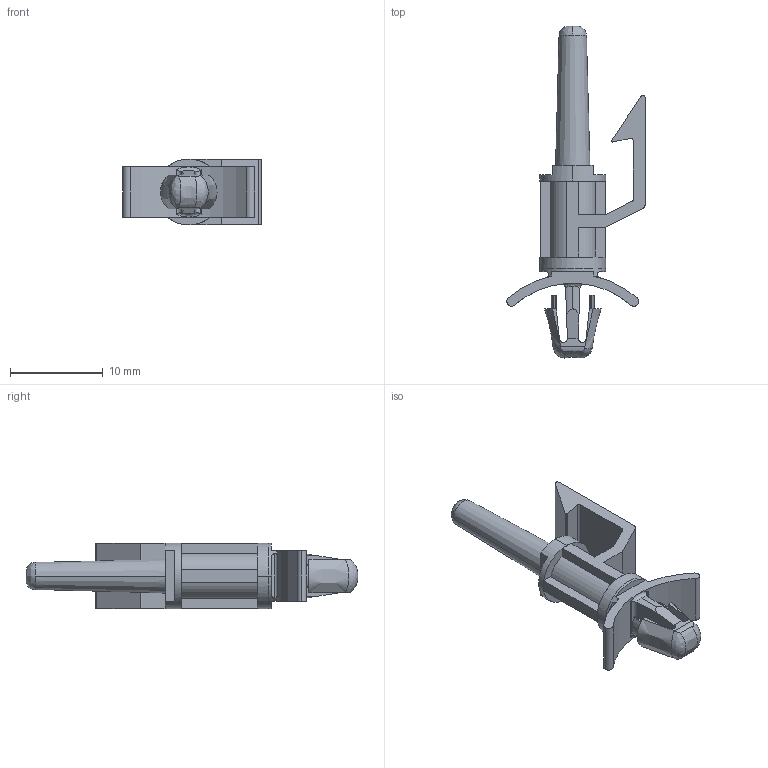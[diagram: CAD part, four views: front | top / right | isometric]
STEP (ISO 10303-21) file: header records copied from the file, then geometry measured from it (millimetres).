
FILE_DESCRIPTION(('STEP AP214'),'1');
FILE_NAME('14662.stp','2017-09-28T04:04:06',('TraceParts'),('TraceParts S.A.'),'Spatial InterOp 3D',' ',' ');
FILE_SCHEMA(('automotive_design'));
Length unit declared in the file: millimetre
Products named in the file (2): 14662_1; 14662_2
Bounding box: 14.9 x 35.74 x 7.1 mm (x, y, z)
Volume: 855.3 mm3; surface area: 1276.1 mm2
Topology: 2 solids, 2 shells, 151 faces, 391 edges, 246 vertices
Faces by surface type: plane 91, cylinder 49, bspline 9, cone 2
Entity records: 6256 total; most frequent: CARTESIAN_POINT 1384, ORIENTED_EDGE 782, DIRECTION 741, EDGE_CURVE 391, AXIS2_PLACEMENT_3D 261, VERTEX_POINT 246, LINE 219, VECTOR 219
